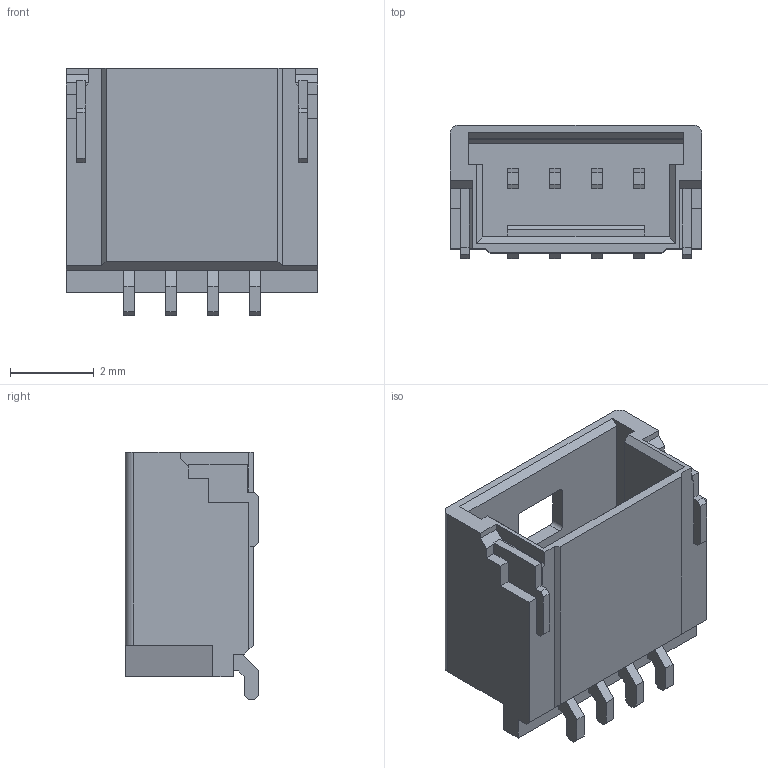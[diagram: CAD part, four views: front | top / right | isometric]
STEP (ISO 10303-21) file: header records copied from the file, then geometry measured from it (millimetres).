
FILE_DESCRIPTION( ( 'STEP AP214' ), '1' );
FILE_NAME( 'psolqas_10368_4.stp', '2020-07-09T12:14:35', ( 'License CC BY-ND 4.0' ), ( 'CADENAS' ), ' ', 'PARTsolutions', ' ' );
FILE_SCHEMA( ( 'AUTOMOTIVE_DESIGN { 1 0 10303 214 1 1 1 1 }' ) );
Length unit declared in the file: metre
Products named in the file (1): 1
Bounding box: 6 x 3.19 x 5.9 mm (x, y, z)
Volume: 50.5 mm3; surface area: 203.3 mm2
Topology: 1 solids, 1 shells, 158 faces, 441 edges, 290 vertices
Faces by surface type: plane 152, cylinder 6
Entity records: 4980 total; most frequent: CARTESIAN_POINT 890, ORIENTED_EDGE 882, DIRECTION 771, EDGE_CURVE 441, LINE 429, VECTOR 429, VERTEX_POINT 290, AXIS2_PLACEMENT_3D 171
